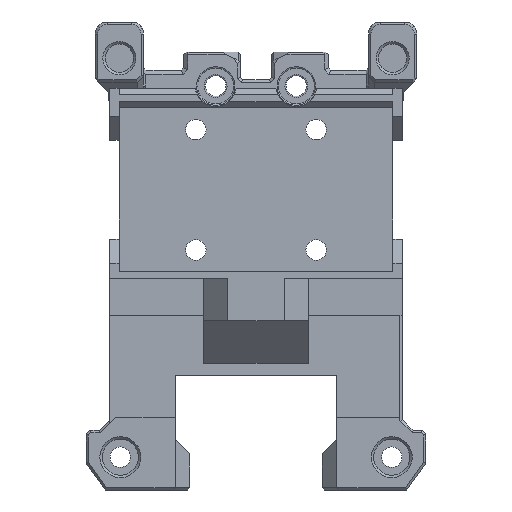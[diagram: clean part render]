
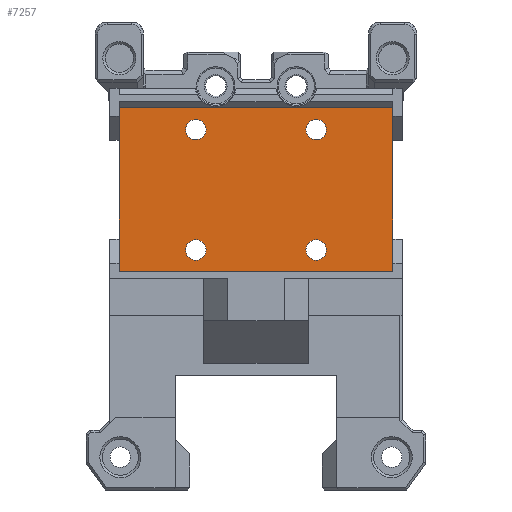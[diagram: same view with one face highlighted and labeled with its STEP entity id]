
A CAD part, left-side view. The second image highlights one B-rep face of the part: STEP entity #7257.
In plain terms, the highlighted planar face has unit normal (-1, 0, 0).
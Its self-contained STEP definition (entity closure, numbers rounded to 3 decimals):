
#96=FACE_BOUND('',#1231,.T.);
#97=FACE_BOUND('',#1232,.T.);
#98=FACE_BOUND('',#1233,.T.);
#99=FACE_BOUND('',#1234,.T.);
#179=CIRCLE('',#7755,1.7);
#180=CIRCLE('',#7756,1.7);
#181=CIRCLE('',#7757,1.7);
#182=CIRCLE('',#7758,1.7);
#429=PLANE('',#7754);
#809=FACE_OUTER_BOUND('',#1230,.T.);
#1230=EDGE_LOOP('',(#6082,#6083,#6084,#6085,#6086,#6087,#6088,#6089));
#1231=EDGE_LOOP('',(#6090));
#1232=EDGE_LOOP('',(#6091));
#1233=EDGE_LOOP('',(#6092));
#1234=EDGE_LOOP('',(#6093));
#1865=LINE('',#11425,#2740);
#1872=LINE('',#11545,#2747);
#1959=LINE('',#11729,#2834);
#1967=LINE('',#11744,#2842);
#1983=LINE('',#11773,#2858);
#1986=LINE('',#11778,#2861);
#1992=LINE('',#11787,#2867);
#1995=LINE('',#11792,#2870);
#2740=VECTOR('',#8934,10.);
#2747=VECTOR('',#8967,10.);
#2834=VECTOR('',#9126,10.);
#2842=VECTOR('',#9140,10.);
#2858=VECTOR('',#9164,10.);
#2861=VECTOR('',#9169,10.);
#2867=VECTOR('',#9181,10.);
#2870=VECTOR('',#9188,10.);
#3546=VERTEX_POINT('',#11422);
#3547=VERTEX_POINT('',#11424);
#3562=VERTEX_POINT('',#11542);
#3563=VERTEX_POINT('',#11544);
#3623=VERTEX_POINT('',#11726);
#3624=VERTEX_POINT('',#11728);
#3637=VERTEX_POINT('',#11771);
#3638=VERTEX_POINT('',#11777);
#3639=VERTEX_POINT('',#11793);
#3640=VERTEX_POINT('',#11795);
#3641=VERTEX_POINT('',#11797);
#3642=VERTEX_POINT('',#11799);
#4375=EDGE_CURVE('',#3547,#3546,#1865,.T.);
#4394=EDGE_CURVE('',#3563,#3562,#1872,.T.);
#4485=EDGE_CURVE('',#3623,#3624,#1959,.T.);
#4493=EDGE_CURVE('',#3624,#3562,#1967,.T.);
#4509=EDGE_CURVE('',#3637,#3546,#1983,.T.);
#4512=EDGE_CURVE('',#3563,#3638,#1986,.T.);
#4518=EDGE_CURVE('',#3547,#3623,#1992,.T.);
#4521=EDGE_CURVE('',#3638,#3637,#1995,.T.);
#4522=EDGE_CURVE('',#3639,#3639,#179,.T.);
#4523=EDGE_CURVE('',#3640,#3640,#180,.T.);
#4524=EDGE_CURVE('',#3641,#3641,#181,.T.);
#4525=EDGE_CURVE('',#3642,#3642,#182,.T.);
#6082=ORIENTED_EDGE('',*,*,#4485,.F.);
#6083=ORIENTED_EDGE('',*,*,#4518,.F.);
#6084=ORIENTED_EDGE('',*,*,#4375,.T.);
#6085=ORIENTED_EDGE('',*,*,#4509,.F.);
#6086=ORIENTED_EDGE('',*,*,#4521,.F.);
#6087=ORIENTED_EDGE('',*,*,#4512,.F.);
#6088=ORIENTED_EDGE('',*,*,#4394,.T.);
#6089=ORIENTED_EDGE('',*,*,#4493,.F.);
#6090=ORIENTED_EDGE('',*,*,#4522,.T.);
#6091=ORIENTED_EDGE('',*,*,#4523,.T.);
#6092=ORIENTED_EDGE('',*,*,#4524,.T.);
#6093=ORIENTED_EDGE('',*,*,#4525,.T.);
#7257=ADVANCED_FACE('',(#809,#96,#97,#98,#99),#429,.T.);
#7754=AXIS2_PLACEMENT_3D('',#11791,#9186,#9187);
#7755=AXIS2_PLACEMENT_3D('',#11794,#9189,#9190);
#7756=AXIS2_PLACEMENT_3D('',#11796,#9191,#9192);
#7757=AXIS2_PLACEMENT_3D('',#11798,#9193,#9194);
#7758=AXIS2_PLACEMENT_3D('',#11800,#9195,#9196);
#8934=DIRECTION('',(0.,0.,-1.));
#8967=DIRECTION('',(0.,0.,1.));
#9126=DIRECTION('',(0.,-1.,0.));
#9140=DIRECTION('',(0.,0.,-1.));
#9164=DIRECTION('',(0.,0.,1.));
#9169=DIRECTION('',(0.,0.,-1.));
#9181=DIRECTION('',(0.,0.,1.));
#9186=DIRECTION('center_axis',(-1.,0.,0.));
#9187=DIRECTION('ref_axis',(0.,-1.,0.));
#9188=DIRECTION('',(0.,1.,0.));
#9189=DIRECTION('center_axis',(1.,0.,0.));
#9190=DIRECTION('ref_axis',(0.,0.,
1.));
#9191=DIRECTION('center_axis',(1.,0.,0.));
#9192=DIRECTION('ref_axis',(0.,0.,
1.));
#9193=DIRECTION('center_axis',(1.,0.,0.));
#9194=DIRECTION('ref_axis',(0.,0.,
1.));
#9195=DIRECTION('center_axis',(1.,0.,0.));
#9196=DIRECTION('ref_axis',(0.,0.,1.));
#11422=CARTESIAN_POINT('',(131.85,100.435,6.45));
#11424=CARTESIAN_POINT('',(131.85,100.435,22.85));
#11425=CARTESIAN_POINT('',(131.85,100.435,3.48));
#11542=CARTESIAN_POINT('',(131.85,54.935,22.85));
#11544=CARTESIAN_POINT('',(131.85,54.935,6.45));
#11545=CARTESIAN_POINT('',(131.85,54.935,6.72));
#11726=CARTESIAN_POINT('',(131.85,100.435,28.25));
#11728=CARTESIAN_POINT('',(131.85,54.935,28.25));
#11729=CARTESIAN_POINT('',(131.85,101.778,28.25));
#11744=CARTESIAN_POINT('',(131.85,54.935,6.72));
#11771=CARTESIAN_POINT('',(131.85,100.435,1.05));
#11773=CARTESIAN_POINT('',(131.85,100.435,3.48));
#11777=CARTESIAN_POINT('',(131.85,54.935,1.05));
#11778=CARTESIAN_POINT('',(131.85,54.935,6.72));
#11787=CARTESIAN_POINT('',(131.85,100.435,3.48));
#11791=CARTESIAN_POINT('Origin',(131.85,100.435,6.45));
#11792=CARTESIAN_POINT('',(131.85,76.367,1.05));
#11793=CARTESIAN_POINT('',(131.85,87.685,2.95));
#11794=CARTESIAN_POINT('Origin',(131.85,87.685,4.65));
#11795=CARTESIAN_POINT('',(131.85,67.685,22.95));
#11796=CARTESIAN_POINT('Origin',(131.85,67.685,24.65));
#11797=CARTESIAN_POINT('',(131.85,67.685,2.95));
#11798=CARTESIAN_POINT('Origin',(131.85,67.685,4.65));
#11799=CARTESIAN_POINT('',(131.85,87.685,22.95));
#11800=CARTESIAN_POINT('Origin',(131.85,87.685,24.65));
